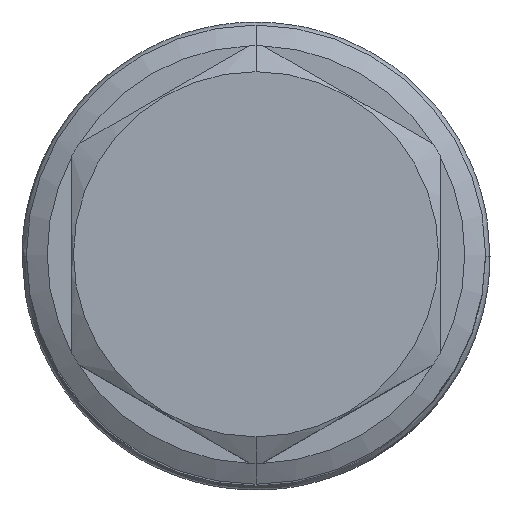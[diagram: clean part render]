
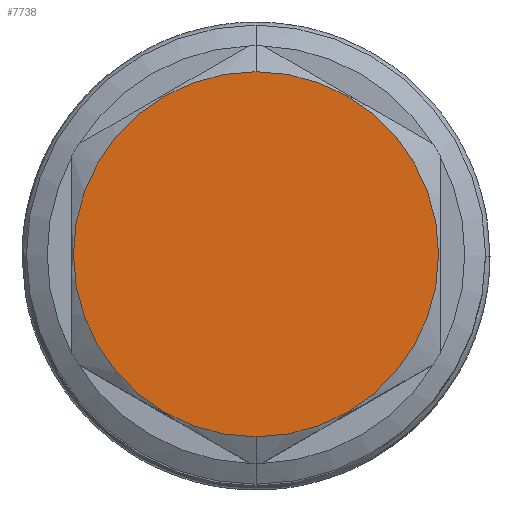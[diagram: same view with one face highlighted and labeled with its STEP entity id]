
A CAD part, top view. The second image highlights one B-rep face of the part: STEP entity #7738.
In plain terms, the highlighted planar face has unit normal (0, 0, 1).
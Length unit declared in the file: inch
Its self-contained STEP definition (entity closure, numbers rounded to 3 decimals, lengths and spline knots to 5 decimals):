
#1200=CARTESIAN_POINT('',(0.,0.,9.619));
#1201=DIRECTION('',(0.,0.,1.));
#1202=DIRECTION('',(0.,-1.,0.));
#1203=AXIS2_PLACEMENT_3D('',#1200,#1201,#1202);
#1205=CARTESIAN_POINT('',(0.,0.,9.619));
#1206=DIRECTION('',(0.,0.,1.));
#1207=DIRECTION('',(0.,1.,0.));
#1208=AXIS2_PLACEMENT_3D('',#1205,#1206,#1207);
#5459=CARTESIAN_POINT('',(0.,-0.62,9.619));
#5460=CARTESIAN_POINT('',(0.,0.62,9.619));
#5461=VERTEX_POINT('',#5459);
#5462=VERTEX_POINT('',#5460);
#7729=CARTESIAN_POINT('',(0.,0.,9.619));
#7730=DIRECTION('',(0.,0.,1.));
#7731=DIRECTION('',(0.,1.,0.));
#7732=AXIS2_PLACEMENT_3D('',#7729,#7730,#7731);
#7733=PLANE('',#7732);
#7734=ORIENTED_EDGE('',*,*,#7499,.F.);
#7735=ORIENTED_EDGE('',*,*,#7720,.F.);
#7736=EDGE_LOOP('',(#7734,#7735));
#7737=FACE_OUTER_BOUND('',#7736,.F.);
#7738=ADVANCED_FACE('',(#7737),#7733,.T.);
#1204=CIRCLE('',#1203,0.62);
#1209=CIRCLE('',#1208,0.62);
#7499=EDGE_CURVE('',#5461,#5462,#1204,.T.);
#7720=EDGE_CURVE('',#5462,#5461,#1209,.T.);
